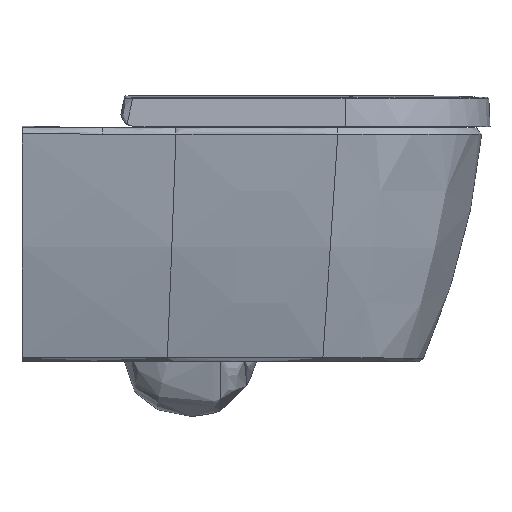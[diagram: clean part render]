
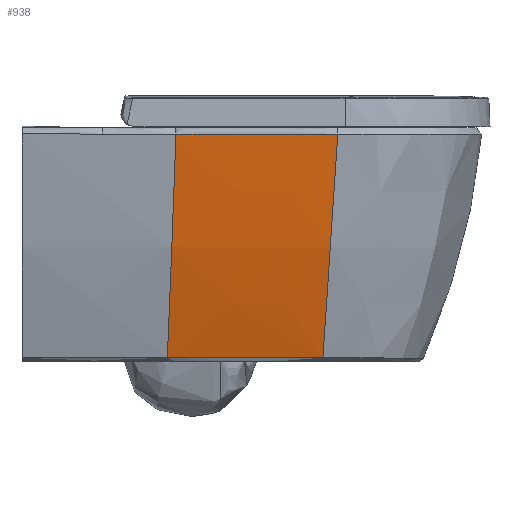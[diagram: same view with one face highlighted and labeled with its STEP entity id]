
A CAD part, left-side view. The second image highlights one B-rep face of the part: STEP entity #938.
In plain terms, the highlighted free-form (B-spline) face has degree [5, 4] with [12, 5] control points.
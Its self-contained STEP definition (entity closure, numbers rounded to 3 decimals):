
#938=ADVANCED_FACE('',(#2755),#27276,.T.);
#2755=FACE_OUTER_BOUND('',#4607,.T.);
#4607=EDGE_LOOP('',(#9637,#9638,#9639,#9640,#9641));
#9637=ORIENTED_EDGE('',*,*,#16475,.T.);
#9638=ORIENTED_EDGE('',*,*,#16476,.T.);
#9639=ORIENTED_EDGE('',*,*,#16477,.T.);
#9640=ORIENTED_EDGE('',*,*,#16478,.T.);
#9641=ORIENTED_EDGE('',*,*,#16480,.T.);
#16475=EDGE_CURVE('',#24647,#24648,#21384,.T.);
#16476=EDGE_CURVE('',#24648,#24649,#21385,.T.);
#16477=EDGE_CURVE('',#24649,#24650,#21386,.T.);
#16478=EDGE_CURVE('',#24650,#24651,#21387,.T.);
#16480=EDGE_CURVE('',#24651,#24647,#21389,.T.);
#21384=B_SPLINE_CURVE_WITH_KNOTS('',4,(#239370,#239371,#239372,#239373,
#239374),.UNSPECIFIED.,.F.,.F.,(5,5),(-288.196,-5.294),
 .UNSPECIFIED.);
#21385=B_SPLINE_CURVE_WITH_KNOTS('',3,(#239375,#239376,#239377,#239378,
#239379,#239380,#239381,#239382,#239383,#239384),.UNSPECIFIED.,.F.,.F.,
(4,2,2,2,4),(-334.233,-265.458,-196.682,-127.913,
-59.132),.UNSPECIFIED.);
#21386=B_SPLINE_CURVE_WITH_KNOTS('',3,(#239385,#239386,#239387,#239388),
 .UNSPECIFIED.,.F.,.F.,(4,4),(-89.302,-88.856),
 .UNSPECIFIED.);
#21387=B_SPLINE_CURVE_WITH_KNOTS('',4,(#239389,#239390,#239391,#239392,
#239393),.UNSPECIFIED.,.F.,.F.,(5,5),(5.269,288.182),
 .UNSPECIFIED.);
#21389=B_SPLINE_CURVE_WITH_KNOTS('',3,(#239404,#239405,#239406,#239407,
#239408,#239409),.UNSPECIFIED.,.F.,.F.,(4,2,4),(-474.761,-333.919,
-193.077),.UNSPECIFIED.);
#24647=VERTEX_POINT('',#232756);
#24648=VERTEX_POINT('',#232757);
#24649=VERTEX_POINT('',#232758);
#24650=VERTEX_POINT('',#232759);
#24651=VERTEX_POINT('',#232760);
#27276=B_SPLINE_SURFACE_WITH_KNOTS('',5,4,((#98075,#98076,#98077,#98078,
#98079),(#98080,#98081,#98082,#98083,#98084),(#98085,#98086,#98087,#98088,
#98089),(#98090,#98091,#98092,#98093,#98094),(#98095,#98096,#98097,#98098,
#98099),(#98100,#98101,#98102,#98103,#98104),(#98105,#98106,#98107,#98108,
#98109),(#98110,#98111,#98112,#98113,#98114),(#98115,#98116,#98117,#98118,
#98119),(#98120,#98121,#98122,#98123,#98124),(#98125,#98126,#98127,#98128,
#98129),(#98130,#98131,#98132,#98133,#98134)),.UNSPECIFIED.,.F.,.F.,.F.,
(6,3,3,6),(5,5),(0.,79.07,144.142,197.081),
(0.,295.859),.UNSPECIFIED.);
#98075=CARTESIAN_POINT('',(-129.769,105.019,-111.951));
#98076=CARTESIAN_POINT('',(-150.278,101.991,-41.03));
#98077=CARTESIAN_POINT('',(-166.112,99.119,31.256));
#98078=CARTESIAN_POINT('',(-177.14,96.423,104.44));
#98079=CARTESIAN_POINT('',(-183.324,93.92,178.049));
#98080=CARTESIAN_POINT('',(-129.769,89.029,-111.951));
#98081=CARTESIAN_POINT('',(-150.233,86.192,-41.019));
#98082=CARTESIAN_POINT('',(-166.018,83.409,31.27));
#98083=CARTESIAN_POINT('',(-176.993,80.698,104.451));
#98084=CARTESIAN_POINT('',(-183.122,78.077,178.049));
#98085=CARTESIAN_POINT('',(-129.716,73.02,-111.951));
#98086=CARTESIAN_POINT('',(-150.145,70.439,-41.007));
#98087=CARTESIAN_POINT('',(-165.894,67.791,31.286));
#98088=CARTESIAN_POINT('',(-176.832,65.095,104.463));
#98089=CARTESIAN_POINT('',(-182.921,62.369,178.049));
#98090=CARTESIAN_POINT('',(-129.611,57.032,-111.951));
#98091=CARTESIAN_POINT('',(-150.011,54.73,-40.996));
#98092=CARTESIAN_POINT('',(-165.735,52.237,31.3));
#98093=CARTESIAN_POINT('',(-176.651,49.568,104.474));
#98094=CARTESIAN_POINT('',(-182.721,46.742,178.049));
#98095=CARTESIAN_POINT('',(-129.323,27.942,-111.951));
#98096=CARTESIAN_POINT('',(-149.684,26.098,-40.978));
#98097=CARTESIAN_POINT('',(-165.382,23.851,31.324));
#98098=CARTESIAN_POINT('',(-176.285,21.213,104.492));
#98099=CARTESIAN_POINT('',(-182.356,18.206,178.049));
#98100=CARTESIAN_POINT('',(-128.861,-1.159,-111.951));
#98101=CARTESIAN_POINT('',(-149.221,-2.821,-40.967));
#98102=CARTESIAN_POINT('',(-164.934,-5.023,31.339));
#98103=CARTESIAN_POINT('',(-175.867,-7.753,104.503));
#98104=CARTESIAN_POINT('',(-181.982,-10.988,178.049));
#98105=CARTESIAN_POINT('',(-128.621,-14.01,-111.951));
#98106=CARTESIAN_POINT('',(-148.992,-15.68,-40.964));
#98107=CARTESIAN_POINT('',(-164.72,-17.927,31.343));
#98108=CARTESIAN_POINT('',(-175.674,-20.738,104.506));
#98109=CARTESIAN_POINT('',(-181.815,-24.092,178.049));
#98110=CARTESIAN_POINT('',(-128.129,-37.12,-111.951));
#98111=CARTESIAN_POINT('',(-148.545,-39.013,-40.963));
#98112=CARTESIAN_POINT('',(-164.319,-41.495,31.344));
#98113=CARTESIAN_POINT('',(-175.32,-44.555,104.508));
#98114=CARTESIAN_POINT('',(-181.507,-48.169,178.049));
#98115=CARTESIAN_POINT('',(-127.551,-59.405,-111.951));
#98116=CARTESIAN_POINT('',(-148.055,-62.083,-40.975));
#98117=CARTESIAN_POINT('',(-163.903,-65.224,31.328));
#98118=CARTESIAN_POINT('',(-174.962,-68.812,104.496));
#98119=CARTESIAN_POINT('',(-181.191,-72.819,178.049));
#98120=CARTESIAN_POINT('',(-127.277,-69.18,-111.951));
#98121=CARTESIAN_POINT('',(-147.828,-72.351,-40.984));
#98122=CARTESIAN_POINT('',(-163.713,-75.895,31.316));
#98123=CARTESIAN_POINT('',(-174.8,-79.791,104.487));
#98124=CARTESIAN_POINT('',(-181.048,-84.01,178.049));
#98125=CARTESIAN_POINT('',(-126.993,-78.653,-111.951));
#98126=CARTESIAN_POINT('',(-147.596,-82.513,-40.998));
#98127=CARTESIAN_POINT('',(-163.523,-86.605,31.297));
#98128=CARTESIAN_POINT('',(-174.638,-90.904,104.473));
#98129=CARTESIAN_POINT('',(-180.903,-95.382,178.049));
#98130=CARTESIAN_POINT('',(-126.705,-87.718,-111.951));
#98131=CARTESIAN_POINT('',(-147.344,-92.522,-41.023));
#98132=CARTESIAN_POINT('',(-163.307,-97.357,31.265));
#98133=CARTESIAN_POINT('',(-174.457,-102.192,104.449));
#98134=CARTESIAN_POINT('',(-180.754,-106.996,178.049));
#232756=CARTESIAN_POINT('',(-182.664,94.18,170.425));
#232757=CARTESIAN_POINT('',(-131.228,104.803,-106.871));
#232758=CARTESIAN_POINT('',(-128.176,-87.76,-106.895));
#232759=CARTESIAN_POINT('',(-128.166,-88.06,-106.895));
#232760=CARTESIAN_POINT('',(-180.081,-106.497,170.411));
#239370=CARTESIAN_POINT('',(-182.664,94.18,170.425));
#239371=CARTESIAN_POINT('',(-176.39,96.587,100.072));
#239372=CARTESIAN_POINT('',(-165.69,99.171,30.13));
#239373=CARTESIAN_POINT('',(-150.599,101.915,-38.987));
#239374=CARTESIAN_POINT('',(-131.228,104.803,-106.871));
#239375=CARTESIAN_POINT('',(-131.228,104.803,-106.871));
#239376=CARTESIAN_POINT('',(-131.226,88.239,-106.868));
#239377=CARTESIAN_POINT('',(-131.155,71.666,-106.865));
#239378=CARTESIAN_POINT('',(-130.881,38.578,-106.861));
#239379=CARTESIAN_POINT('',(-130.675,21.976,-106.859));
#239380=CARTESIAN_POINT('',(-130.138,-10.836,-106.86));
#239381=CARTESIAN_POINT('',(-129.807,-26.965,-106.862));
#239382=CARTESIAN_POINT('',(-129.049,-58.361,-106.874));
#239383=CARTESIAN_POINT('',(-128.62,-73.604,-106.884));
#239384=CARTESIAN_POINT('',(-128.176,-87.76,-106.895));
#239385=CARTESIAN_POINT('',(-128.176,-87.76,-106.895));
#239386=CARTESIAN_POINT('',(-128.173,-87.86,-106.895));
#239387=CARTESIAN_POINT('',(-128.169,-87.96,-106.895));
#239388=CARTESIAN_POINT('',(-128.166,-88.06,-106.895));
#239389=CARTESIAN_POINT('',(-128.166,-88.06,-106.895));
#239390=CARTESIAN_POINT('',(-147.664,-92.655,-39.002));
#239391=CARTESIAN_POINT('',(-162.879,-97.278,30.119));
#239392=CARTESIAN_POINT('',(-173.698,-101.901,100.063));
#239393=CARTESIAN_POINT('',(-180.081,-106.497,170.411));
#239404=CARTESIAN_POINT('',(-180.081,-106.497,170.411));
#239405=CARTESIAN_POINT('',(-180.536,-71.851,170.421));
#239406=CARTESIAN_POINT('',(-180.97,-38.36,170.426));
#239407=CARTESIAN_POINT('',(-181.835,28.32,170.436));
#239408=CARTESIAN_POINT('',(-182.249,60.757,170.436));
#239409=CARTESIAN_POINT('',(-182.664,94.18,170.425));
